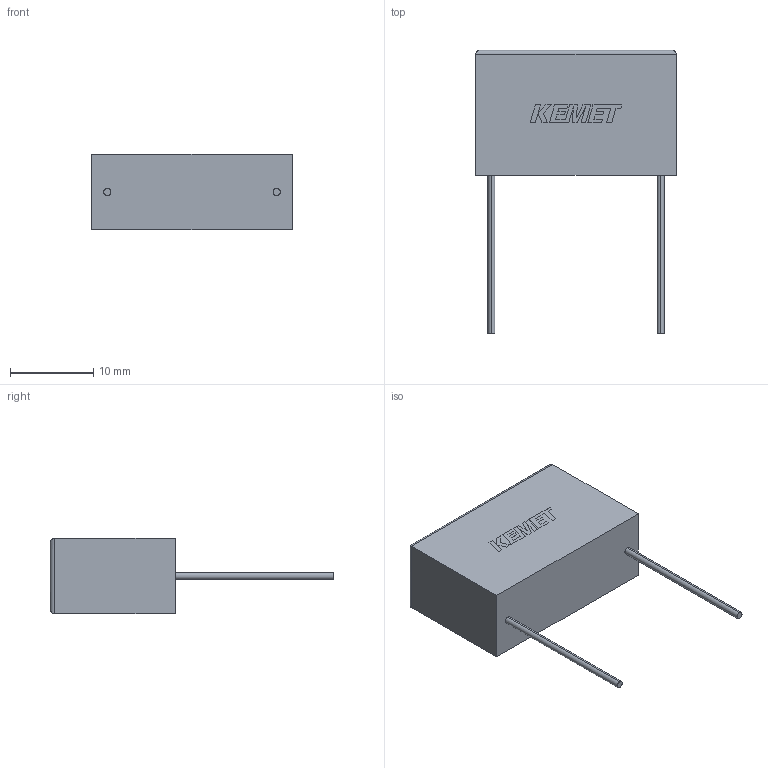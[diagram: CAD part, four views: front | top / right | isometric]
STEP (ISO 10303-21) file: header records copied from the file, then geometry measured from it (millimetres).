
FILE_DESCRIPTION (( 'STEP AP214' ), '1' );
FILE_NAME ('CFR_MOLDED_24X15X9_L24H15T9S20.3H019F0.85.STEP', '2021-04-20T21:03:59', ( '' ), ( '' ), 'SwSTEP 2.0', 'SolidWorks 2014', '' );
FILE_SCHEMA (( 'AUTOMOTIVE_DESIGN' ));
Length unit declared in the file: millimetre
Products named in the file (1): CFR_MOLDED_24X15X9_L24H15T9S20.3H019F0.85
Bounding box: 24 x 34 x 9.01 mm (x, y, z)
Volume: 3258.1 mm3; surface area: 1536.9 mm2
Topology: 4 solids, 4 shells, 73 faces, 185 edges, 122 vertices
Faces by surface type: plane 65, cylinder 8
Entity records: 2392 total; most frequent: CARTESIAN_POINT 393, ORIENTED_EDGE 370, DIRECTION 337, EDGE_CURVE 185, LINE 173, VECTOR 173, VERTEX_POINT 122, AXIS2_PLACEMENT_3D 82
